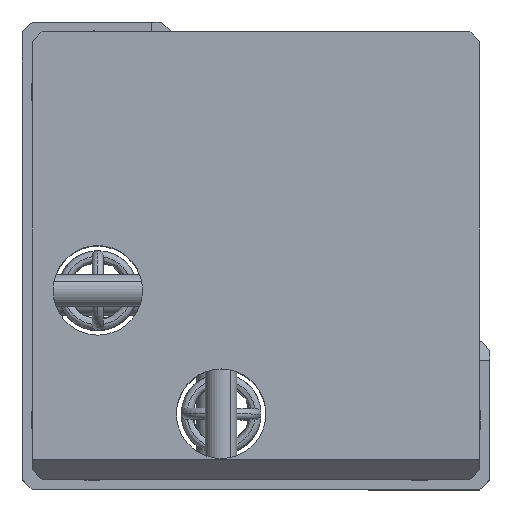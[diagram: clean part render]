
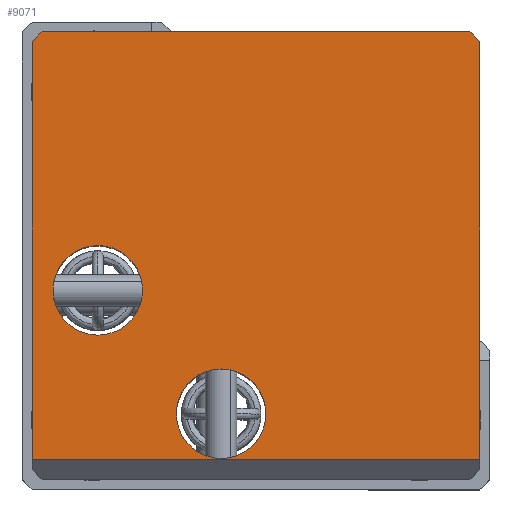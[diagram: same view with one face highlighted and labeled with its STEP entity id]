
A CAD part, top view. The second image highlights one B-rep face of the part: STEP entity #9071.
In plain terms, the highlighted planar face has unit normal (0, 0, 1).
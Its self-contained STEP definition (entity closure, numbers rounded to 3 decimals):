
#164 = EDGE_LOOP ( 'NONE', ( #8767, #16968 ) ) ;
#349 = EDGE_LOOP ( 'NONE', ( #16131, #18454 ) ) ;
#517 = VERTEX_POINT ( 'NONE', #16250 ) ;
#535 = ORIENTED_EDGE ( 'NONE', *, *, #2240, .T. ) ;
#987 = DIRECTION ( 'NONE',  ( 1., 0., 0. ) ) ;
#1872 = EDGE_CURVE ( 'NONE', #19061, #3192, #16049, .T. ) ;
#2174 = LINE ( 'NONE', #11618, #9823 ) ;
#2240 = EDGE_CURVE ( 'NONE', #16262, #2927, #17257, .T. ) ;
#2250 = CARTESIAN_POINT ( 'NONE',  ( -33.75, -28.01, 0.61 ) ) ;
#2276 = ORIENTED_EDGE ( 'NONE', *, *, #10726, .T. ) ;
#2634 = AXIS2_PLACEMENT_3D ( 'NONE', #15165, #7094, #8691 ) ;
#2927 = VERTEX_POINT ( 'NONE', #15296 ) ;
#2978 = AXIS2_PLACEMENT_3D ( 'NONE', #10133, #8603, #987 ) ;
#3056 = VERTEX_POINT ( 'NONE', #6752 ) ;
#3192 = VERTEX_POINT ( 'NONE', #19260 ) ;
#3206 = DIRECTION ( 'NONE',  ( 1., 0., 0. ) ) ;
#3346 = DIRECTION ( 'NONE',  ( 0., 0., -1. ) ) ;
#3704 = ORIENTED_EDGE ( 'NONE', *, *, #12984, .T. ) ;
#3756 = EDGE_LOOP ( 'NONE', ( #8685, #2276, #3704, #535, #12777, #16115 ) ) ;
#5084 = CARTESIAN_POINT ( 'NONE',  ( -11.25, -6.01, 0.61 ) ) ;
#5607 = CARTESIAN_POINT ( 'NONE',  ( -33.75, -5.51, 0.61 ) ) ;
#5747 = DIRECTION ( 'NONE',  ( 0., 0., 1. ) ) ;
#5752 = DIRECTION ( 'NONE',  ( -1., 0., 0. ) ) ;
#6163 = EDGE_CURVE ( 'NONE', #8259, #12699, #19524, .T. ) ;
#6340 = EDGE_CURVE ( 'NONE', #11409, #517, #9550, .T. ) ;
#6752 = CARTESIAN_POINT ( 'NONE',  ( -33.25, -5.51, 0.61 ) ) ;
#7094 = DIRECTION ( 'NONE',  ( 0., 0., 1. ) ) ;
#7493 = DIRECTION ( 'NONE',  ( 1., 0., 0. ) ) ;
#7649 = AXIS2_PLACEMENT_3D ( 'NONE', #19514, #5747, #3206 ) ;
#7948 = FACE_BOUND ( 'NONE', #164, .T. ) ;
#8259 = VERTEX_POINT ( 'NONE', #16070 ) ;
#8592 = DIRECTION ( 'NONE',  ( 1., 0., 0. ) ) ;
#8603 = DIRECTION ( 'NONE',  ( 0., 0., 1. ) ) ;
#8660 = CARTESIAN_POINT ( 'NONE',  ( -19.25, -27.01, 0.61 ) ) ;
#8685 = ORIENTED_EDGE ( 'NONE', *, *, #1872, .T. ) ;
#8691 = DIRECTION ( 'NONE',  ( 1., 0., 0. ) ) ;
#8708 = VERTEX_POINT ( 'NONE', #14815 ) ;
#8767 = ORIENTED_EDGE ( 'NONE', *, *, #16022, .F. ) ;
#8770 = VECTOR ( 'NONE', #5752, 1000. ) ;
#8802 = AXIS2_PLACEMENT_3D ( 'NONE', #12666, #3346, #11080 ) ;
#9071 = ADVANCED_FACE ( 'NONE', ( #7948, #14399, #12486 ), #15610, .F. ) ;
#9237 = CIRCLE ( 'NONE', #2978, 2.25 ) ;
#9550 = CIRCLE ( 'NONE', #2634, 2.25 ) ;
#9823 = VECTOR ( 'NONE', #16065, 1000. ) ;
#9875 = CIRCLE ( 'NONE', #7649, 2.25 ) ;
#10133 = CARTESIAN_POINT ( 'NONE',  ( -30.45, -18.51, 0.61 ) ) ;
#10165 = EDGE_CURVE ( 'NONE', #12699, #8259, #9875, .T. ) ;
#10506 = DIRECTION ( 'NONE',  ( 0., 0., 1. ) ) ;
#10726 = EDGE_CURVE ( 'NONE', #3192, #8708, #14157, .T. ) ;
#10976 = DIRECTION ( 'NONE',  ( -0.707, -0.707, 0. ) ) ;
#11080 = DIRECTION ( 'NONE',  ( -1., 0., 0. ) ) ;
#11409 = VERTEX_POINT ( 'NONE', #14893 ) ;
#11577 = AXIS2_PLACEMENT_3D ( 'NONE', #16554, #10506, #7493 ) ;
#11618 = CARTESIAN_POINT ( 'NONE',  ( -11.25, -5.51, 0.61 ) ) ;
#11798 = EDGE_CURVE ( 'NONE', #3056, #19061, #12468, .T. ) ;
#12468 = LINE ( 'NONE', #18557, #12942 ) ;
#12486 = FACE_OUTER_BOUND ( 'NONE', #3756, .T. ) ;
#12666 = CARTESIAN_POINT ( 'NONE',  ( -19.25, -13.51, 0.61 ) ) ;
#12699 = VERTEX_POINT ( 'NONE', #14086 ) ;
#12704 = CARTESIAN_POINT ( 'NONE',  ( -33.75, -6.01, 0.61 ) ) ;
#12777 = ORIENTED_EDGE ( 'NONE', *, *, #19447, .T. ) ;
#12850 = CARTESIAN_POINT ( 'NONE',  ( -11.75, -5.51, 0.61 ) ) ;
#12942 = VECTOR ( 'NONE', #10976, 1000. ) ;
#12984 = EDGE_CURVE ( 'NONE', #8708, #16262, #2174, .T. ) ;
#13199 = VECTOR ( 'NONE', #15917, 1000. ) ;
#14086 = CARTESIAN_POINT ( 'NONE',  ( -26.5, -24.71, 0.61 ) ) ;
#14130 = DIRECTION ( 'NONE',  ( 0., -1., 0. ) ) ;
#14157 = LINE ( 'NONE', #8660, #17469 ) ;
#14399 = FACE_BOUND ( 'NONE', #349, .T. ) ;
#14815 = CARTESIAN_POINT ( 'NONE',  ( -11.25, -27.01, 0.61 ) ) ;
#14893 = CARTESIAN_POINT ( 'NONE',  ( -32.7, -18.51, 0.61 ) ) ;
#15165 = CARTESIAN_POINT ( 'NONE',  ( -30.45, -18.51, 0.61 ) ) ;
#15296 = CARTESIAN_POINT ( 'NONE',  ( -11.75, -5.51, 0.61 ) ) ;
#15610 = PLANE ( 'NONE',  #8802 ) ;
#15917 = DIRECTION ( 'NONE',  ( -0.707, 0.707, 0. ) ) ;
#16022 = EDGE_CURVE ( 'NONE', #517, #11409, #9237, .T. ) ;
#16049 = LINE ( 'NONE', #2250, #16513 ) ;
#16065 = DIRECTION ( 'NONE',  ( 0., 1., 0. ) ) ;
#16070 = CARTESIAN_POINT ( 'NONE',  ( -22., -24.71, 0.61 ) ) ;
#16115 = ORIENTED_EDGE ( 'NONE', *, *, #11798, .T. ) ;
#16131 = ORIENTED_EDGE ( 'NONE', *, *, #6163, .F. ) ;
#16250 = CARTESIAN_POINT ( 'NONE',  ( -28.2, -18.51, 0.61 ) ) ;
#16262 = VERTEX_POINT ( 'NONE', #5084 ) ;
#16513 = VECTOR ( 'NONE', #14130, 1000. ) ;
#16554 = CARTESIAN_POINT ( 'NONE',  ( -24.25, -24.71, 0.61 ) ) ;
#16968 = ORIENTED_EDGE ( 'NONE', *, *, #6340, .F. ) ;
#17112 = LINE ( 'NONE', #5607, #8770 ) ;
#17257 = LINE ( 'NONE', #12850, #13199 ) ;
#17469 = VECTOR ( 'NONE', #8592, 1000. ) ;
#18454 = ORIENTED_EDGE ( 'NONE', *, *, #10165, .F. ) ;
#18557 = CARTESIAN_POINT ( 'NONE',  ( -33.75, -6.01, 0.61 ) ) ;
#19061 = VERTEX_POINT ( 'NONE', #12704 ) ;
#19260 = CARTESIAN_POINT ( 'NONE',  ( -33.75, -27.01, 0.61 ) ) ;
#19447 = EDGE_CURVE ( 'NONE', #2927, #3056, #17112, .T. ) ;
#19514 = CARTESIAN_POINT ( 'NONE',  ( -24.25, -24.71, 0.61 ) ) ;
#19524 = CIRCLE ( 'NONE', #11577, 2.25 ) ;
